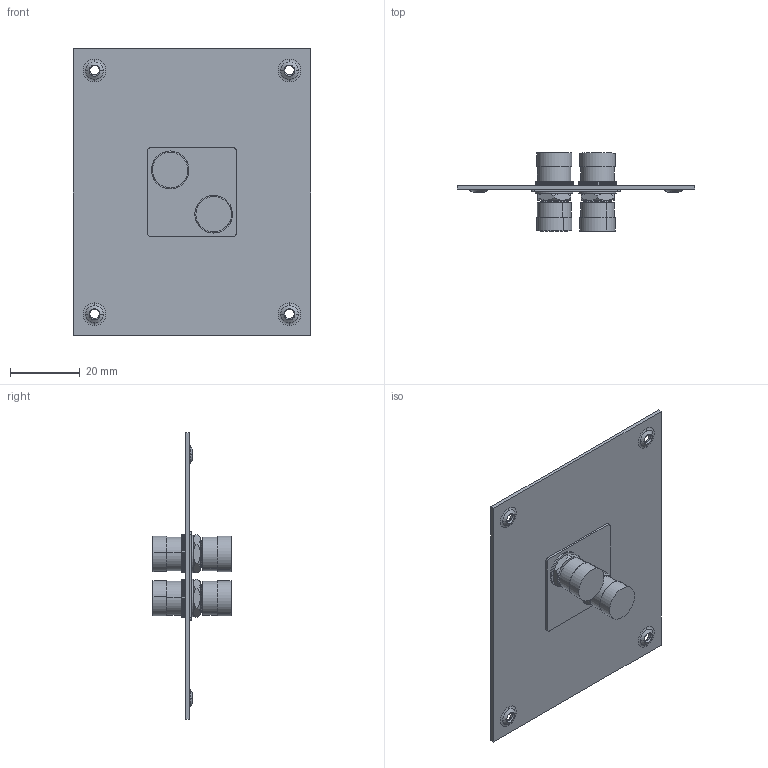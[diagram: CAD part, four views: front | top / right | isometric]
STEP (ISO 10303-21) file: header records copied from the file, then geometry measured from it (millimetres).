
FILE_DESCRIPTION (( 'STEP AP214' ), '1' );
FILE_NAME ('USP2FOPT-FCB.STEP', '2011-08-04T21:29:30', ( 'x' ), ( 'Microsoft' ), 'SwSTEP 2.0', 'SolidWorks 2010', '' );
FILE_SCHEMA (( 'AUTOMOTIVE_DESIGN' ));
Length unit declared in the file: inch
Products named in the file (8): USP2FOPT-PROD; FOA-033; USP2FOPT-FCB; 3AA02-003; 3AA03-003; FOA-033-SHIM; 3AB09-003
Assembly tree (9 placements, depth 3):
  USP2FOPT-FCB
    FOA-033  x2
      3AA02-003
      FOA-033
      3AA03-003
      3AB09-003
    FOA-033-SHIM
    USP2FOPT-PROD
Bounding box: 68.07 x 22.38 x 82.04 mm (x, y, z)
Volume: 7862.6 mm3; surface area: 17737.3 mm2
Topology: 12 solids, 12 shells, 936 faces, 2598 edges, 1704 vertices
Faces by surface type: plane 534, cylinder 244, cone 142, torus 16
Entity records: 17395 total; most frequent: CARTESIAN_POINT 3530, ORIENTED_EDGE 2834, DIRECTION 2728, EDGE_CURVE 1417, LINE 940, VECTOR 940, VERTEX_POINT 928, AXIS2_PLACEMENT_3D 894
